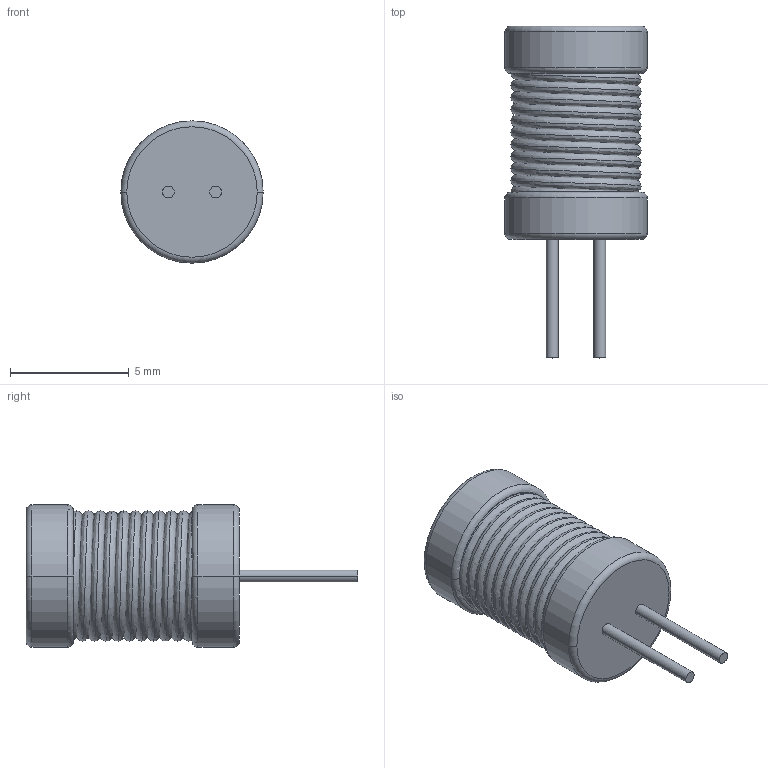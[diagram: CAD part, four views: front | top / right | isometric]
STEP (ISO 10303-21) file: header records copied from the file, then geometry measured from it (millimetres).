
FILE_DESCRIPTION (( 'STEP AP214' ), '1' );
FILE_NAME ('THD Inductor SL0406.STEP', '2019-08-21T16:45:54', ( '' ), ( '' ), 'SwSTEP 2.0', 'SolidWorks 2018', '' );
FILE_SCHEMA (( 'AUTOMOTIVE_DESIGN' ));
Length unit declared in the file: millimetre
Products named in the file (1): THD Inductor SL0406
Bounding box: 6 x 14 x 6 mm (x, y, z)
Volume: 207.7 mm3; surface area: 467.7 mm2
Topology: 1 solids, 1 shells, 30 faces, 58 edges, 32 vertices
Faces by surface type: cylinder 10, torus 8, plane 8, bspline 4
Entity records: 4382 total; most frequent: CARTESIAN_POINT 3421, DIRECTION 136, ORIENTED_EDGE 116, AXIS2_PLACEMENT_3D 63, EDGE_CURVE 58, CIRCLE 36, EDGE_LOOP 34, UNCERTAINTY_MEASURE_WITH_UNIT 33
